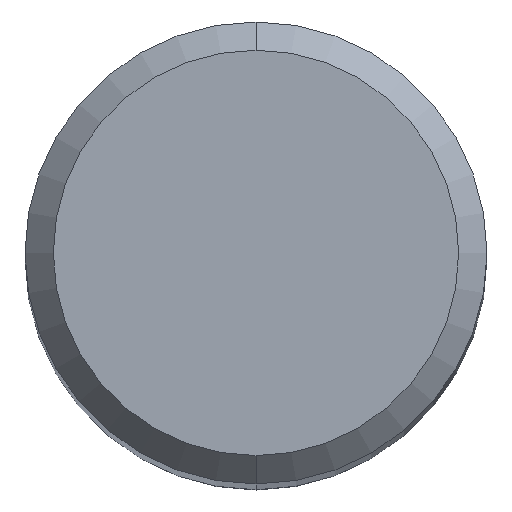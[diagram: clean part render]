
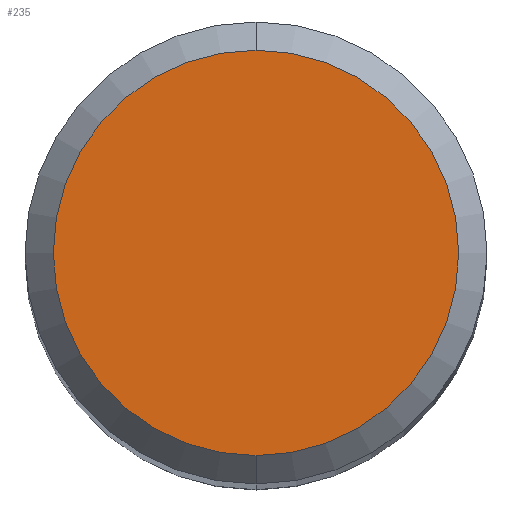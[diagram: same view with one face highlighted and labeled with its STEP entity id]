
A CAD part, top view. The second image highlights one B-rep face of the part: STEP entity #235.
In plain terms, the highlighted planar face has unit normal (0, 0, 1).
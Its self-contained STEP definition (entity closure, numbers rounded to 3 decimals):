
#179=EDGE_CURVE('',#291,#195,#416,.T.);
#195=VERTEX_POINT('',#432);
#235=ADVANCED_FACE('',(#477),#478,.T.);
#291=VERTEX_POINT('',#544);
#315=EDGE_CURVE('',#195,#291,#570,.T.);
#416=CIRCLE('',#685,2.15);
#432=CARTESIAN_POINT('',(0.0,2.15,0.0));
#477=FACE_OUTER_BOUND('',#764,.T.);
#478=PLANE('',#765);
#544=CARTESIAN_POINT('',(0.,-2.15,0.0));
#570=CIRCLE('',#882,2.15);
#685=AXIS2_PLACEMENT_3D('',#1005,#1006,#1007);
#764=EDGE_LOOP('',(#1072,#1073));
#765=AXIS2_PLACEMENT_3D('',#1074,#1075,#1076);
#882=AXIS2_PLACEMENT_3D('',#1193,#1194,#1195);
#1005=CARTESIAN_POINT('',(0.0,0.0,0.0));
#1006=DIRECTION('',(0.0,0.0,-1.0));
#1007=DIRECTION('',(0.0,1.0,0.0));
#1072=ORIENTED_EDGE('',*,*,#315,.F.);
#1073=ORIENTED_EDGE('',*,*,#179,.F.);
#1074=CARTESIAN_POINT('',(0.0,1.075,0.0));
#1075=DIRECTION('',(-0.0,0.0,1.0));
#1076=DIRECTION('',(0.0,-1.0,0.0));
#1193=CARTESIAN_POINT('',(0.0,0.0,0.0));
#1194=DIRECTION('',(0.0,0.0,-1.0));
#1195=DIRECTION('',(0.0,1.0,0.0));
